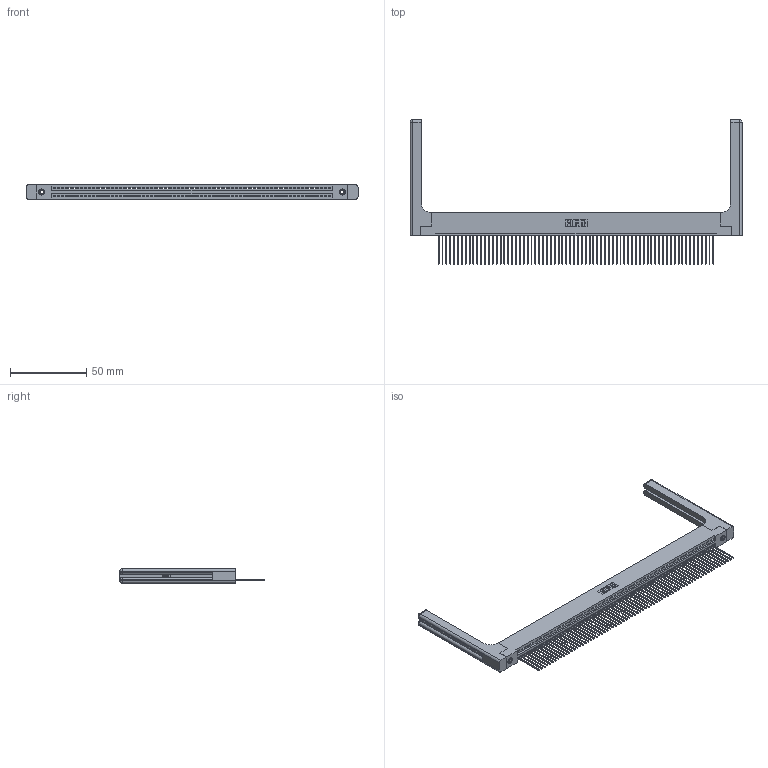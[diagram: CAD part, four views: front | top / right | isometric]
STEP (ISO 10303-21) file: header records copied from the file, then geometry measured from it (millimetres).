
FILE_DESCRIPTION (( 'STEP AP203' ), '1' );
FILE_NAME ('395-072-541-158.STEP', '2019-10-26T10:11:02', ( '' ), ( '' ), 'SwSTEP 2.0', 'SolidWorks 2016', '' );
FILE_SCHEMA (( 'CONFIG_CONTROL_DESIGN' ));
Length unit declared in the file: inch
Products named in the file (5): 345-292-001_345-293-141; 345-250-001_345-250-001-102; 345 Part_Flush Mounting Lugs - 0.156 Dia-TH; 395-072-541-158; 345-220-058_345-220-058
Assembly tree (77 placements, depth 2):
  395-072-541-158
    345 Part_Flush Mounting Lugs - 0.156 Dia-TH
    345-292-001_345-293-141  x72
    345-250-001_345-250-001-102  x2
    345-220-058_345-220-058  x2
Bounding box: 217.91 x 94.92 x 9.4 mm (x, y, z)
Volume: 29685.3 mm3; surface area: 35258 mm2
Topology: 77 solids, 77 shells, 4558 faces, 13679 edges, 9002 vertices
Faces by surface type: plane 3108, cylinder 1390, bspline 36, cone 12, sphere 8, torus 4
Entity records: 55350 total; most frequent: CARTESIAN_POINT 10557, ORIENTED_EDGE 9360, DIRECTION 8124, EDGE_CURVE 4680, LINE 4168, VECTOR 4168, VERTEX_POINT 3110, AXIS2_PLACEMENT_3D 1978
